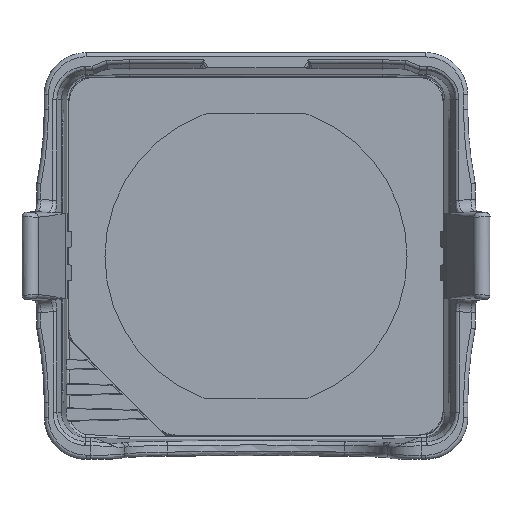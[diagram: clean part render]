
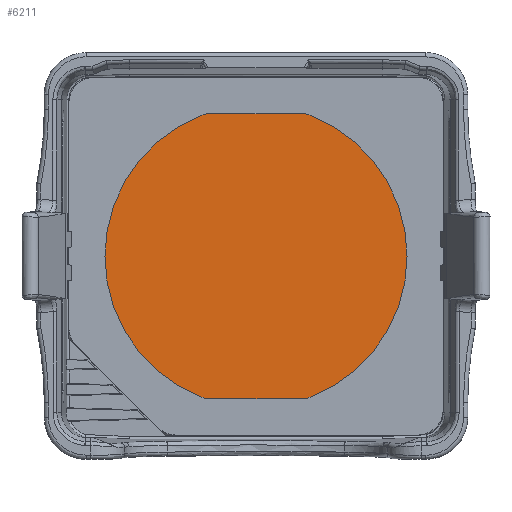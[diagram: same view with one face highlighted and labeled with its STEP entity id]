
A CAD part, top view. The second image highlights one B-rep face of the part: STEP entity #6211.
In plain terms, the highlighted planar face has unit normal (0, 0, 1).
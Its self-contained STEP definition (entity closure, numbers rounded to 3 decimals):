
#602=FACE_OUTER_BOUND('',#985,.T.);
#985=EDGE_LOOP('',(#4319,#4320,#4321,#4322,#4323,#4324,#4325,#4326));
#1329=CIRCLE('',#6574,3.);
#1332=CIRCLE('',#6579,3.);
#1334=CIRCLE('',#6582,3.);
#1335=CIRCLE('',#6585,3.);
#1338=CIRCLE('',#6589,18.);
#1352=CIRCLE('',#6614,18.);
#1483=LINE('',#8751,#2006);
#1491=LINE('',#8775,#2014);
#2006=VECTOR('',#7135,10.);
#2014=VECTOR('',#7157,10.);
#2529=VERTEX_POINT('',#8741);
#2530=VERTEX_POINT('',#8742);
#2533=VERTEX_POINT('',#8750);
#2536=VERTEX_POINT('',#8758);
#2539=VERTEX_POINT('',#8765);
#2540=VERTEX_POINT('',#8767);
#2542=VERTEX_POINT('',#8773);
#2543=VERTEX_POINT('',#8777);
#3122=EDGE_CURVE('',#2529,#2530,#1329,.T.);
#3126=EDGE_CURVE('',#2533,#2529,#1483,.T.);
#3130=EDGE_CURVE('',#2536,#2533,#1332,.T.);
#3134=EDGE_CURVE('',#2540,#2539,#1334,.T.);
#3138=EDGE_CURVE('',#2539,#2542,#1491,.T.);
#3139=EDGE_CURVE('',#2542,#2543,#1335,.T.);
#3143=EDGE_CURVE('',#2530,#2540,#1338,.T.);
#3175=EDGE_CURVE('',#2543,#2536,#1352,.T.);
#4319=ORIENTED_EDGE('',*,*,#3134,.T.);
#4320=ORIENTED_EDGE('',*,*,#3138,.T.);
#4321=ORIENTED_EDGE('',*,*,#3139,.T.);
#4322=ORIENTED_EDGE('',*,*,#3175,.T.);
#4323=ORIENTED_EDGE('',*,*,#3130,.T.);
#4324=ORIENTED_EDGE('',*,*,#3126,.T.);
#4325=ORIENTED_EDGE('',*,*,#3122,.T.);
#4326=ORIENTED_EDGE('',*,*,#3143,.T.);
#6049=PLANE('',#6671);
#6211=ADVANCED_FACE('',(#602),#6049,.T.);
#6574=AXIS2_PLACEMENT_3D('',#8743,#7127,#7128);
#6579=AXIS2_PLACEMENT_3D('',#8759,#7142,#7143);
#6582=AXIS2_PLACEMENT_3D('',#8768,#7150,#7151);
#6585=AXIS2_PLACEMENT_3D('',#8778,#7160,#7161);
#6589=AXIS2_PLACEMENT_3D('',#8784,#7169,#7170);
#6614=AXIS2_PLACEMENT_3D('',#8847,#7237,#7238);
#6671=AXIS2_PLACEMENT_3D('',#9001,#7395,#7396);
#7127=DIRECTION('center_axis',(0.,0.,
1.));
#7128=DIRECTION('ref_axis',(0.183,-0.983,0.));
#7135=DIRECTION('',(1.,0.,0.));
#7142=DIRECTION('center_axis',(0.,0.,
1.));
#7143=DIRECTION('ref_axis',(-0.183,-0.983,0.));
#7150=DIRECTION('center_axis',(0.,0.,
1.));
#7151=DIRECTION('ref_axis',(0.183,0.983,0.));
#7157=DIRECTION('',(-1.,0.,0.));
#7160=DIRECTION('center_axis',(0.,0.,
1.));
#7161=DIRECTION('ref_axis',(-0.183,0.983,0.));
#7169=DIRECTION('center_axis',(0.,0.,
1.));
#7170=DIRECTION('ref_axis',(-1.,0.,0.));
#7237=DIRECTION('center_axis',(0.,0.,
1.));
#7238=DIRECTION('ref_axis',(-1.,0.,0.));
#7395=DIRECTION('center_axis',(0.,0.,
1.));
#7396=DIRECTION('ref_axis',(1.,0.,0.));
#8741=CARTESIAN_POINT('',(5.385,-17.,5.6));
#8742=CARTESIAN_POINT('',(6.462,-16.8,5.6));
#8743=CARTESIAN_POINT('Origin',(5.385,-14.,5.6));
#8750=CARTESIAN_POINT('',(-5.385,-17.,5.6));
#8751=CARTESIAN_POINT('',(-2.958,-17.,5.6));
#8758=CARTESIAN_POINT('',(-6.462,-16.8,5.6));
#8759=CARTESIAN_POINT('Origin',(-5.385,-14.,5.6));
#8765=CARTESIAN_POINT('',(5.385,17.,5.6));
#8767=CARTESIAN_POINT('',(6.462,16.8,5.6));
#8768=CARTESIAN_POINT('Origin',(5.385,14.,5.6));
#8773=CARTESIAN_POINT('',(-5.385,17.,5.6));
#8775=CARTESIAN_POINT('',(2.958,17.,5.6));
#8777=CARTESIAN_POINT('',(-6.462,16.8,5.6));
#8778=CARTESIAN_POINT('Origin',(-5.385,14.,5.6));
#8784=CARTESIAN_POINT('Origin',(0.,0.,
5.6));
#8847=CARTESIAN_POINT('Origin',(0.,0.,
5.6));
#9001=CARTESIAN_POINT('Origin',(0.,0.,
5.6));
